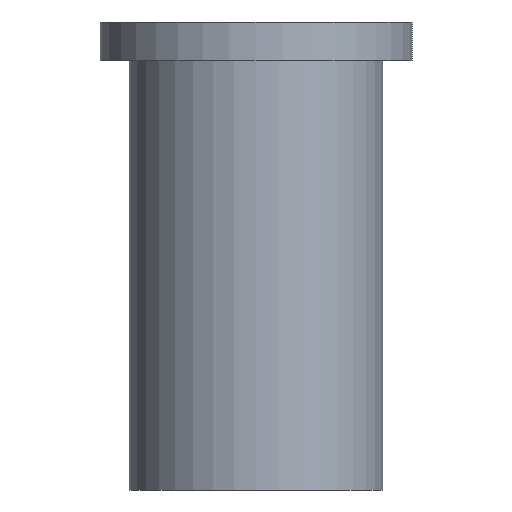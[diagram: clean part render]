
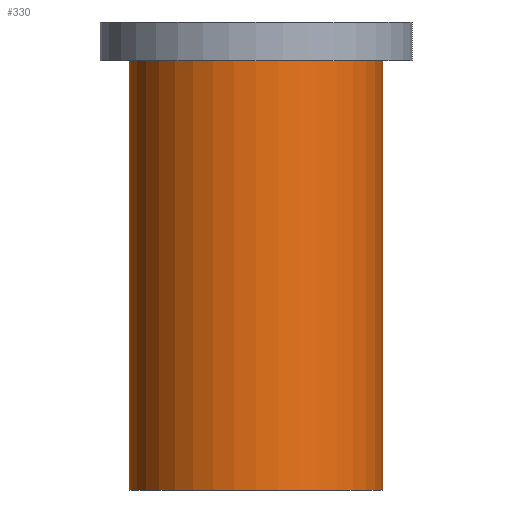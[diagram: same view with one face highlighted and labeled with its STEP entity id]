
A CAD part, front view. The second image highlights one B-rep face of the part: STEP entity #330.
In plain terms, the highlighted cylindrical face has radius 3.25 mm (diameter 6.5 mm), a full revolution.
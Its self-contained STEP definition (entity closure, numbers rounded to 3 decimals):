
#173 = PLANE('',#174);
#174 = AXIS2_PLACEMENT_3D('',#175,#176,#177);
#175 = CARTESIAN_POINT('',(12.303,14.196,4.));
#176 = DIRECTION('',(0.,0.,1.));
#177 = DIRECTION('',(1.,0.,0.));
#244 = EDGE_CURVE('',#245,#245,#247,.T.);
#245 = VERTEX_POINT('',#246);
#246 = CARTESIAN_POINT('',(15.553,14.196,4.));
#247 = SURFACE_CURVE('',#248,(#253,#264),.PCURVE_S1.);
#248 = CIRCLE('',#249,3.25);
#249 = AXIS2_PLACEMENT_3D('',#250,#251,#252);
#250 = CARTESIAN_POINT('',(12.303,14.196,4.));
#251 = DIRECTION('',(0.,0.,-1.));
#252 = DIRECTION('',(-1.,0.,0.));
#253 = PCURVE('',#173,#254);
#254 = DEFINITIONAL_REPRESENTATION('',(#255),#263);
#255 = ( BOUNDED_CURVE() B_SPLINE_CURVE(2,(#256,#257,#258,#259,#260,#261
,#262),.UNSPECIFIED.,.T.,.F.) B_SPLINE_CURVE_WITH_KNOTS((1,2,2,2,2,1),(
    -2.094,0.,2.094,4.189,6.283,
8.378),.UNSPECIFIED.) CURVE() GEOMETRIC_REPRESENTATION_ITEM() 
RATIONAL_B_SPLINE_CURVE((1.,0.5,1.,0.5,1.,0.5,1.)) REPRESENTATION_ITEM(
  '') );
#256 = CARTESIAN_POINT('',(-3.25,0.));
#257 = CARTESIAN_POINT('',(-3.25,5.629));
#258 = CARTESIAN_POINT('',(1.625,2.815));
#259 = CARTESIAN_POINT('',(6.5,0.));
#260 = CARTESIAN_POINT('',(1.625,-2.815));
#261 = CARTESIAN_POINT('',(-3.25,-5.629));
#262 = CARTESIAN_POINT('',(-3.25,0.));
#263 = ( GEOMETRIC_REPRESENTATION_CONTEXT(2) 
PARAMETRIC_REPRESENTATION_CONTEXT() REPRESENTATION_CONTEXT('2D SPACE',''
  ) );
#264 = PCURVE('',#265,#270);
#265 = CYLINDRICAL_SURFACE('',#266,3.25);
#266 = AXIS2_PLACEMENT_3D('',#267,#268,#269);
#267 = CARTESIAN_POINT('',(12.303,14.196,-7.));
#268 = DIRECTION('',(0.,0.,1.));
#269 = DIRECTION('',(-1.,0.,0.));
#270 = DEFINITIONAL_REPRESENTATION('',(#271),#275);
#271 = LINE('',#272,#273);
#272 = CARTESIAN_POINT('',(12.566,11.));
#273 = VECTOR('',#274,1.);
#274 = DIRECTION('',(-1.,0.));
#275 = ( GEOMETRIC_REPRESENTATION_CONTEXT(2) 
PARAMETRIC_REPRESENTATION_CONTEXT() REPRESENTATION_CONTEXT('2D SPACE',''
  ) );
#318 = PLANE('',#319);
#319 = AXIS2_PLACEMENT_3D('',#320,#321,#322);
#320 = CARTESIAN_POINT('',(12.303,14.196,-7.));
#321 = DIRECTION('',(0.,0.,1.));
#322 = DIRECTION('',(1.,0.,0.));
#330 = ADVANCED_FACE('',(#331),#265,.T.);
#331 = FACE_BOUND('',#332,.T.);
#332 = EDGE_LOOP('',(#333,#334,#356,#382));
#333 = ORIENTED_EDGE('',*,*,#244,.T.);
#334 = ORIENTED_EDGE('',*,*,#335,.F.);
#335 = EDGE_CURVE('',#336,#245,#338,.T.);
#336 = VERTEX_POINT('',#337);
#337 = CARTESIAN_POINT('',(15.553,14.196,-7.));
#338 = SEAM_CURVE('',#339,(#342,#349),.PCURVE_S1.);
#339 = B_SPLINE_CURVE_WITH_KNOTS('',1,(#340,#341),.UNSPECIFIED.,.F.,.F.,
  (2,2),(0.,11.),.PIECEWISE_BEZIER_KNOTS.);
#340 = CARTESIAN_POINT('',(15.553,14.196,-7.));
#341 = CARTESIAN_POINT('',(15.553,14.196,4.));
#342 = PCURVE('',#265,#343);
#343 = DEFINITIONAL_REPRESENTATION('',(#344),#348);
#344 = LINE('',#345,#346);
#345 = CARTESIAN_POINT('',(3.142,0.));
#346 = VECTOR('',#347,1.);
#347 = DIRECTION('',(0.,1.));
#348 = ( GEOMETRIC_REPRESENTATION_CONTEXT(2) 
PARAMETRIC_REPRESENTATION_CONTEXT() REPRESENTATION_CONTEXT('2D SPACE',''
  ) );
#349 = PCURVE('',#265,#350);
#350 = DEFINITIONAL_REPRESENTATION('',(#351),#355);
#351 = LINE('',#352,#353);
#352 = CARTESIAN_POINT('',(9.425,0.));
#353 = VECTOR('',#354,1.);
#354 = DIRECTION('',(0.,1.));
#355 = ( GEOMETRIC_REPRESENTATION_CONTEXT(2) 
PARAMETRIC_REPRESENTATION_CONTEXT() REPRESENTATION_CONTEXT('2D SPACE',''
  ) );
#356 = ORIENTED_EDGE('',*,*,#357,.F.);
#357 = EDGE_CURVE('',#336,#336,#358,.T.);
#358 = SURFACE_CURVE('',#359,(#364,#371),.PCURVE_S1.);
#359 = CIRCLE('',#360,3.25);
#360 = AXIS2_PLACEMENT_3D('',#361,#362,#363);
#361 = CARTESIAN_POINT('',(12.303,14.196,-7.));
#362 = DIRECTION('',(0.,0.,-1.));
#363 = DIRECTION('',(-1.,0.,0.));
#364 = PCURVE('',#265,#365);
#365 = DEFINITIONAL_REPRESENTATION('',(#366),#370);
#366 = LINE('',#367,#368);
#367 = CARTESIAN_POINT('',(12.566,0.));
#368 = VECTOR('',#369,1.);
#369 = DIRECTION('',(-1.,0.));
#370 = ( GEOMETRIC_REPRESENTATION_CONTEXT(2) 
PARAMETRIC_REPRESENTATION_CONTEXT() REPRESENTATION_CONTEXT('2D SPACE',''
  ) );
#371 = PCURVE('',#318,#372);
#372 = DEFINITIONAL_REPRESENTATION('',(#373),#381);
#373 = ( BOUNDED_CURVE() B_SPLINE_CURVE(2,(#374,#375,#376,#377,#378,#379
,#380),.UNSPECIFIED.,.T.,.F.) B_SPLINE_CURVE_WITH_KNOTS((1,2,2,2,2,1),(
    -2.094,0.,2.094,4.189,6.283,
8.378),.UNSPECIFIED.) CURVE() GEOMETRIC_REPRESENTATION_ITEM() 
RATIONAL_B_SPLINE_CURVE((1.,0.5,1.,0.5,1.,0.5,1.)) REPRESENTATION_ITEM(
  '') );
#374 = CARTESIAN_POINT('',(-3.25,0.));
#375 = CARTESIAN_POINT('',(-3.25,5.629));
#376 = CARTESIAN_POINT('',(1.625,2.815));
#377 = CARTESIAN_POINT('',(6.5,0.));
#378 = CARTESIAN_POINT('',(1.625,-2.815));
#379 = CARTESIAN_POINT('',(-3.25,-5.629));
#380 = CARTESIAN_POINT('',(-3.25,0.));
#381 = ( GEOMETRIC_REPRESENTATION_CONTEXT(2) 
PARAMETRIC_REPRESENTATION_CONTEXT() REPRESENTATION_CONTEXT('2D SPACE',''
  ) );
#382 = ORIENTED_EDGE('',*,*,#335,.T.);
